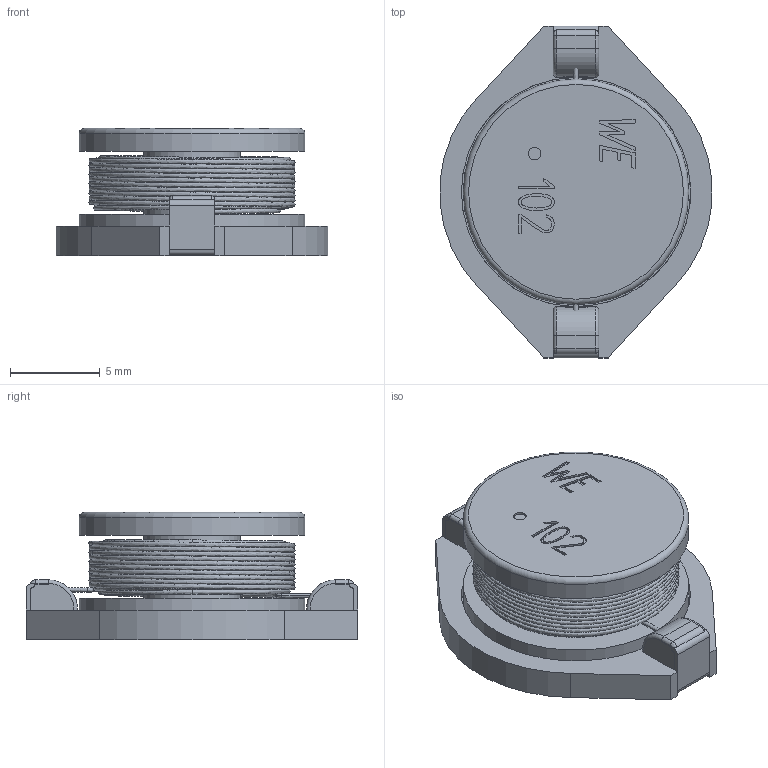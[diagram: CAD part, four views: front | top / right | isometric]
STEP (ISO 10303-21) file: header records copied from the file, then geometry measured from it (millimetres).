
FILE_DESCRIPTION( ( 'Unknown' ), '1' );
FILE_NAME( '7445830.stp', 'Unknown', ( 'Unknown' ), ( 'Unknown' ), 'XStep 1.0', 'Unknown', ' ' );
FILE_SCHEMA( ( 'automotive_design' ) );
Length unit declared in the file: millimetre
Products named in the file (6): Assem1; 7445830; L飆fl踄he; Klebemasse
Bounding box: 15.19 x 18.54 x 7.11 mm (x, y, z)
Volume: 1483.5 mm3; surface area: 4713.6 mm2
Topology: 12 solids, 12 shells, 302 faces, 812 edges, 550 vertices
Faces by surface type: plane 192, cylinder 60, bspline 32, extrusion 10, torus 8
Full cylindrical faces by diameter (mm): 0.7 x2, 5.4 x2, 12.6 x4, 12.8 x2
Entity records: 9453 total; most frequent: CARTESIAN_POINT 6149, ORIENTED_EDGE 672, DIRECTION 514, EDGE_CURVE 336, VERTEX_POINT 239, AXIS2_PLACEMENT_3D 181, EDGE_LOOP 173, VECTOR 152
